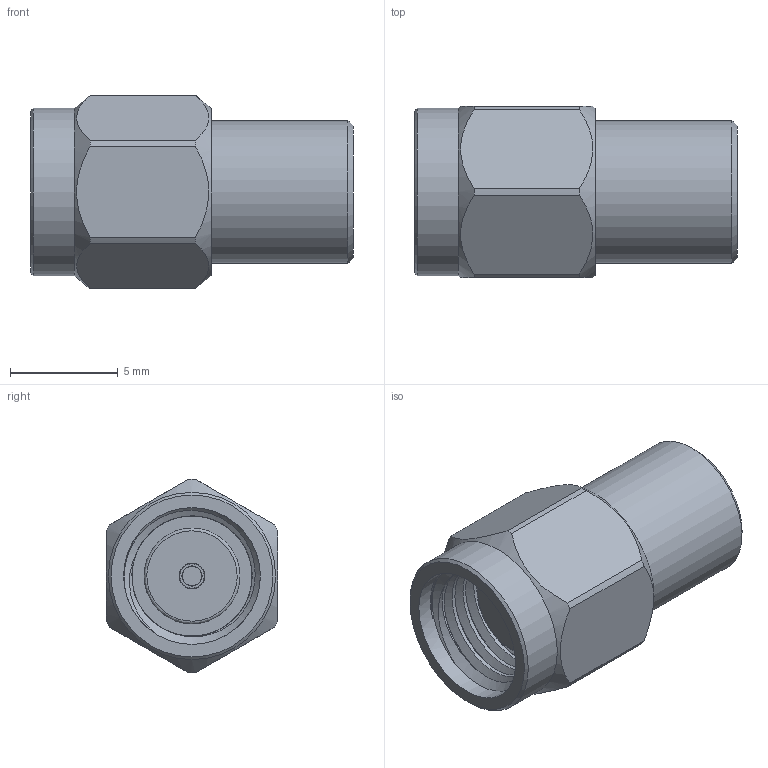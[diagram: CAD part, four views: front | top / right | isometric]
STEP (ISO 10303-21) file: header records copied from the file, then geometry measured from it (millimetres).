
FILE_DESCRIPTION (( 'STEP AP203' ), '1' );
FILE_NAME ('ST0672_3D.step', '2021-03-05T17:53:54', ( '' ), ( '' ), 'SwSTEP 2.0', 'SolidWorks 2020', '' );
FILE_SCHEMA (( 'CONFIG_CONTROL_DESIGN' ));
Length unit declared in the file: inch
Products named in the file (1): ST0672_3D
Bounding box: 14.99 x 7.94 x 8.99 mm (x, y, z)
Volume: 551.9 mm3; surface area: 650 mm2
Topology: 1 solids, 1 shells, 59 faces, 170 edges, 117 vertices
Faces by surface type: plane 24, cylinder 22, cone 9, bspline 4
Full cylindrical faces by diameter (mm): 0.914 x1, 1.194 x1, 4.445 x1, 6.35 x6, 6.604 x1, 7.762 x1
Entity records: 4075 total; most frequent: CARTESIAN_POINT 2772, ORIENTED_EDGE 296, DIRECTION 204, EDGE_CURVE 148, VERTEX_POINT 112, AXIS2_PLACEMENT_3D 88, EDGE_LOOP 68, FACE_OUTER_BOUND 60
